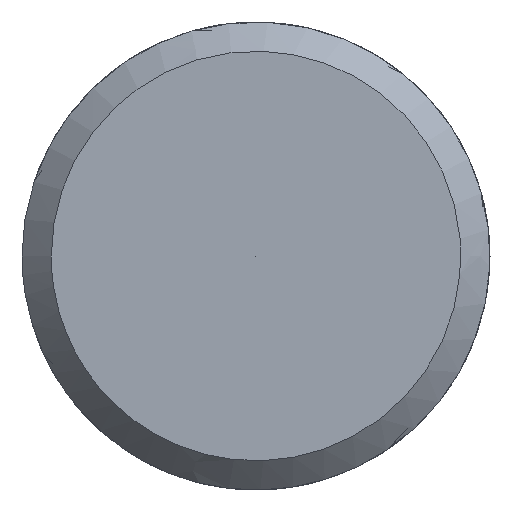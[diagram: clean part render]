
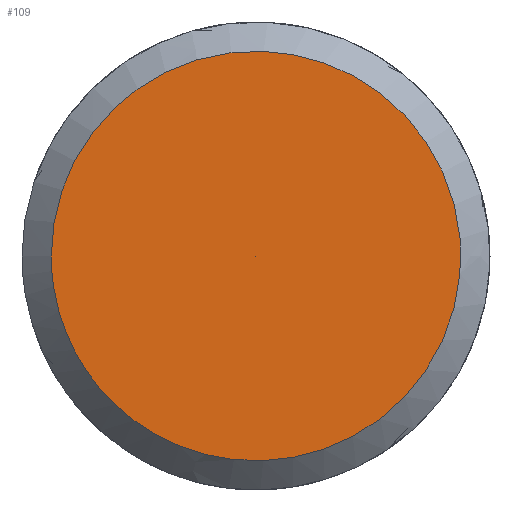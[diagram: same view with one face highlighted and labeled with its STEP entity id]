
A CAD part, left-side view. The second image highlights one B-rep face of the part: STEP entity #109.
In plain terms, the highlighted free-form (B-spline) face has degree [5, 1] with [6, 2] control points.
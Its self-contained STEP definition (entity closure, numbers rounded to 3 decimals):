
#75 = CARTESIAN_POINT ('', (-82., 0., 0.));
#76 = VERTEX_POINT ('', #75);
#77 = CARTESIAN_POINT ('', (-82., 3.5, 0.));
#78 = VERTEX_POINT ('', #77);
#79 = CARTESIAN_POINT ('', (-82., 0., 0.));
#80 = CARTESIAN_POINT ('', (-82., 3.5, 0.));
#81 = B_SPLINE_CURVE_WITH_KNOTS ('', 1, (#79, #80), .UNSPECIFIED., .F., .U., (2, 2), (0., 1.), .UNSPECIFIED.);
#82 = EDGE_CURVE ('', #76, #78, #81, .T.);
#83 = ORIENTED_EDGE ('', *, *, #82, .F.);
#84 = ORIENTED_EDGE ('', *, *, #82, .T.);
#85 = CARTESIAN_POINT ('', (-82., 3.5, 0.));
#86 = CARTESIAN_POINT ('', (-82., 3.5, 14.));
#87 = CARTESIAN_POINT ('', (-82., -10.5, 7.));
#88 = CARTESIAN_POINT ('', (-82., -10.5, -7.));
#89 = CARTESIAN_POINT ('', (-82., 3.5, -14.));
#90 = CARTESIAN_POINT ('', (-82., 3.5, 0.));
#91 = (
   BOUNDED_CURVE ()
   B_SPLINE_CURVE (5, (#85, #86, #87, #88, #89, #90), .UNSPECIFIED., .T., .U.)
   B_SPLINE_CURVE_WITH_KNOTS ((6, 6), (0., 1.), .UNSPECIFIED.)
   CURVE ()
   GEOMETRIC_REPRESENTATION_ITEM ()
   RATIONAL_B_SPLINE_CURVE ((5., 1., 1., 1., 1., 5.))
   REPRESENTATION_ITEM ('')
);
#92 = EDGE_CURVE ('', #78, #78, #91, .T.);
#93 = ORIENTED_EDGE ('', *, *, #92, .F.);
#94 = EDGE_LOOP ('', (#83, #84, #93));
#95 = FACE_OUTER_BOUND ('', #94, .T.);
#96 = CARTESIAN_POINT ('', (-82., 0., 0.));
#97 = CARTESIAN_POINT ('', (-82., 3.5, 0.));
#98 = CARTESIAN_POINT ('', (-82., 0., 0.));
#99 = CARTESIAN_POINT ('', (-82., 3.5, 14.));
#100 = CARTESIAN_POINT ('', (-82., 0., 0.));
#101 = CARTESIAN_POINT ('', (-82., -10.5, 7.));
#102 = CARTESIAN_POINT ('', (-82., 0., 0.));
#103 = CARTESIAN_POINT ('', (-82., -10.5, -7.));
#104 = CARTESIAN_POINT ('', (-82., 0., 0.));
#105 = CARTESIAN_POINT ('', (-82., 3.5, -14.));
#106 = CARTESIAN_POINT ('', (-82., 0., 0.));
#107 = CARTESIAN_POINT ('', (-82., 3.5, 0.));
#108 = (
   BOUNDED_SURFACE ()
   B_SPLINE_SURFACE (5, 1, ((#96, #97), (#98, #99), (#100, #101), (#102, #103), (#104, #105), (#106, #107)), .UNSPECIFIED., .T., .F., .U.)
   B_SPLINE_SURFACE_WITH_KNOTS ((6, 6), (2, 2), (0., 1.), (0., 1.), .UNSPECIFIED.)
   SURFACE ()
   GEOMETRIC_REPRESENTATION_ITEM ()
   RATIONAL_B_SPLINE_SURFACE (((5., 5.), (1., 1.), (1., 1.), (1., 1.), (1., 1.), (5., 5.)))
   REPRESENTATION_ITEM ('')
);
#109 = ADVANCED_FACE ('', (#95), #108, .T.);
